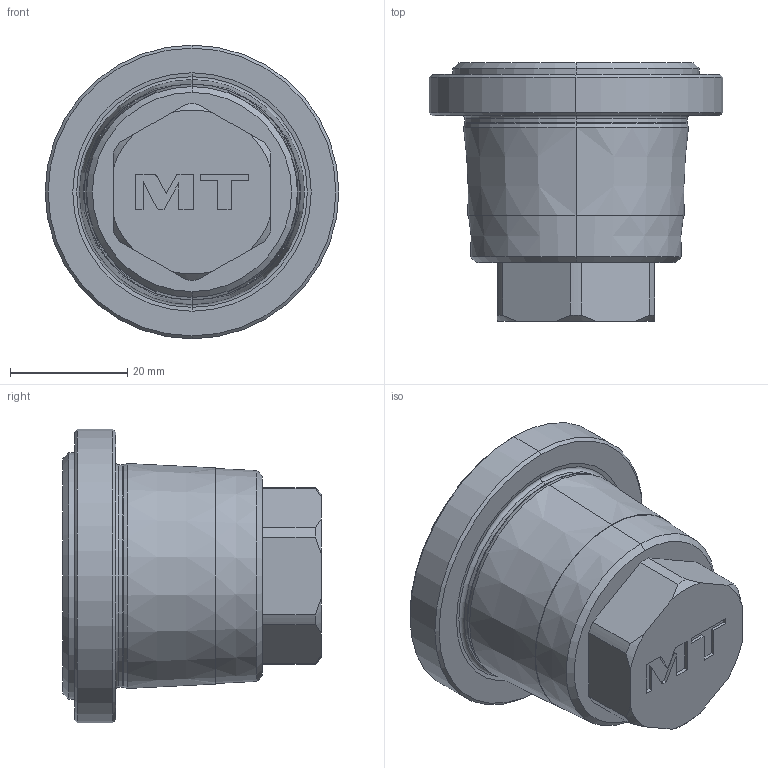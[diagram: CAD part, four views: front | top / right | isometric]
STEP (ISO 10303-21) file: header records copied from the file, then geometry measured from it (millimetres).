
FILE_DESCRIPTION((''),'2;1');
FILE_NAME('MTSK50D04_CONF','2025-01-28T08:34:29',('fpalella'),('M.T. srl'),'CREO PARAMETRIC BY PTC INC, 2023352','CREO PARAMETRIC BY PTC INC, 2023352','');
FILE_SCHEMA(('CONFIG_CONTROL_DESIGN'));
Length unit declared in the file: millimetre
Products named in the file (1): MTSK50D04_CONF
Bounding box: 50 x 44 x 50 mm (x, y, z)
Volume: 49671.3 mm3; surface area: 8800.5 mm2
Topology: 1 solids, 1 shells, 75 faces, 183 edges, 116 vertices
Faces by surface type: plane 35, cone 22, cylinder 12, torus 4, extrusion 2
Entity records: 2274 total; most frequent: CARTESIAN_POINT 453, DIRECTION 371, ORIENTED_EDGE 366, EDGE_CURVE 183, AXIS2_PLACEMENT_3D 129, VERTEX_POINT 116, VECTOR 113, LINE 111
